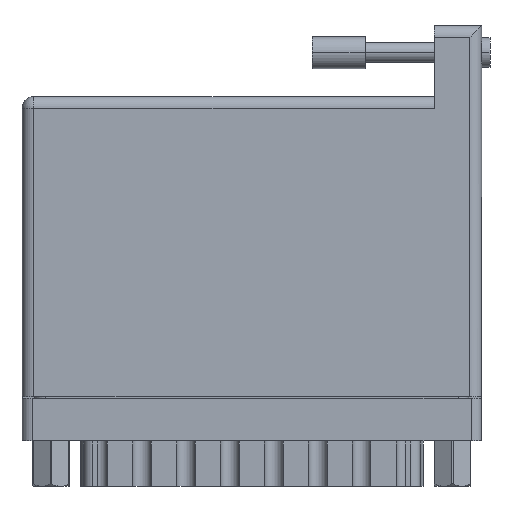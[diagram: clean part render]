
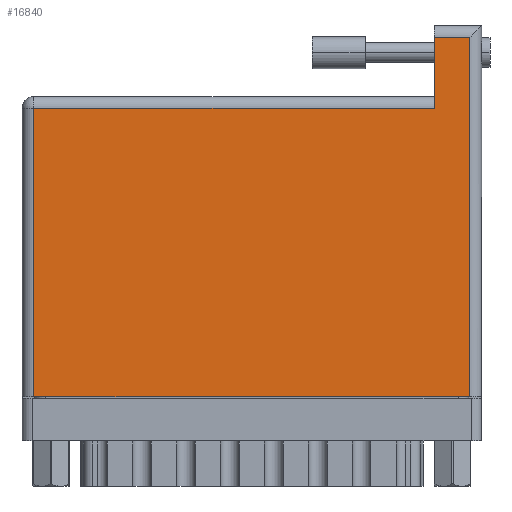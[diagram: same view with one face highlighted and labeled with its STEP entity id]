
A CAD part, front view. The second image highlights one B-rep face of the part: STEP entity #16840.
In plain terms, the highlighted face is planar.
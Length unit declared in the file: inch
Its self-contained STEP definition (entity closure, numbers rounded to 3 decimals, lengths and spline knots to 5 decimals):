
#1676 = CARTESIAN_POINT ( 'NONE',  ( 0., 1.775, 0. ) ) ;
#2344 = EDGE_CURVE ( 'NONE', #72340, #14613, #72567, .T. ) ;
#2519 = CARTESIAN_POINT ( 'NONE',  ( 0.07, 0., 0. ) ) ;
#5490 = EDGE_CURVE ( 'NONE', #19730, #32348, #60618, .T. ) ;
#5922 = ORIENTED_EDGE ( 'NONE', *, *, #25456, .T. ) ;
#5966 = VERTEX_POINT ( 'NONE', #78473 ) ;
#8011 = CARTESIAN_POINT ( 'NONE',  ( 2.648, 0., 0. ) ) ;
#12785 = AXIS2_PLACEMENT_3D ( 'NONE', #1676, #76083, #64207 ) ;
#12797 = CARTESIAN_POINT ( 'NONE',  ( 0., 0., 0. ) ) ;
#13062 = DIRECTION ( 'NONE',  ( 1., 0., 0. ) ) ;
#14350 = VECTOR ( 'NONE', #13062, 39.37008 ) ;
#14613 = VERTEX_POINT ( 'NONE', #46670 ) ;
#16353 = EDGE_CURVE ( 'NONE', #5966, #72340, #28230, .T. ) ;
#16840 = ADVANCED_FACE ( 'NONE', ( #76643 ), #63946, .F. ) ;
#18958 = DIRECTION ( 'NONE',  ( -1., 0., 0. ) ) ;
#19704 = DIRECTION ( 'NONE',  ( -1., 0., 0. ) ) ;
#19730 = VERTEX_POINT ( 'NONE', #8011 ) ;
#20903 = DIRECTION ( 'NONE',  ( 0., -1., 0. ) ) ;
#21796 = VECTOR ( 'NONE', #49655, 39.37008 ) ;
#25456 = EDGE_CURVE ( 'NONE', #14613, #61968, #66751, .T. ) ;
#28230 = LINE ( 'NONE', #39844, #64177 ) ;
#31000 = CARTESIAN_POINT ( 'NONE',  ( 2.648, 2.195, 0. ) ) ;
#32348 = VERTEX_POINT ( 'NONE', #63780 ) ;
#35966 = DIRECTION ( 'NONE',  ( 0., -1., 0. ) ) ;
#36188 = EDGE_CURVE ( 'NONE', #32348, #5966, #66159, .T. ) ;
#36201 = CARTESIAN_POINT ( 'NONE',  ( 2.438, 1.705, 0. ) ) ;
#38987 = ORIENTED_EDGE ( 'NONE', *, *, #59117, .T. ) ;
#39844 = CARTESIAN_POINT ( 'NONE',  ( 2.438, 2.195, 0. ) ) ;
#42080 = ORIENTED_EDGE ( 'NONE', *, *, #36188, .T. ) ;
#42688 = CARTESIAN_POINT ( 'NONE',  ( 0.07, 0., 0. ) ) ;
#43596 = VECTOR ( 'NONE', #19704, 39.37008 ) ;
#46670 = CARTESIAN_POINT ( 'NONE',  ( 0.07, 1.705, 0. ) ) ;
#47179 = EDGE_LOOP ( 'NONE', ( #67732, #5922, #38987, #52336, #42080, #58730 ) ) ;
#49655 = DIRECTION ( 'NONE',  ( 0., 1., 0. ) ) ;
#50695 = VECTOR ( 'NONE', #18958, 39.37008 ) ;
#52336 = ORIENTED_EDGE ( 'NONE', *, *, #5490, .T. ) ;
#58730 = ORIENTED_EDGE ( 'NONE', *, *, #16353, .T. ) ;
#59117 = EDGE_CURVE ( 'NONE', #61968, #19730, #75424, .T. ) ;
#60618 = LINE ( 'NONE', #31000, #21796 ) ;
#60990 = VECTOR ( 'NONE', #35966, 39.37008 ) ;
#61968 = VERTEX_POINT ( 'NONE', #2519 ) ;
#63088 = CARTESIAN_POINT ( 'NONE',  ( 0., 1.705, 0. ) ) ;
#63780 = CARTESIAN_POINT ( 'NONE',  ( 2.648, 2.125, 0. ) ) ;
#63946 = PLANE ( 'NONE',  #12785 ) ;
#64177 = VECTOR ( 'NONE', #20903, 39.37008 ) ;
#64207 = DIRECTION ( 'NONE',  ( -1., 0., 0. ) ) ;
#66159 = LINE ( 'NONE', #68545, #50695 ) ;
#66751 = LINE ( 'NONE', #42688, #60990 ) ;
#67732 = ORIENTED_EDGE ( 'NONE', *, *, #2344, .T. ) ;
#68545 = CARTESIAN_POINT ( 'NONE',  ( 0., 2.125, 0. ) ) ;
#72340 = VERTEX_POINT ( 'NONE', #36201 ) ;
#72567 = LINE ( 'NONE', #63088, #43596 ) ;
#75424 = LINE ( 'NONE', #12797, #14350 ) ;
#76083 = DIRECTION ( 'NONE',  ( 0., 0., -1. ) ) ;
#76643 = FACE_OUTER_BOUND ( 'NONE', #47179, .T. ) ;
#78473 = CARTESIAN_POINT ( 'NONE',  ( 2.438, 2.125, 0. ) ) ;
